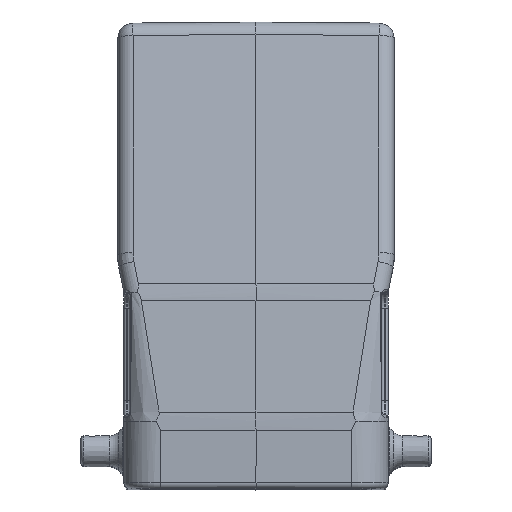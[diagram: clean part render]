
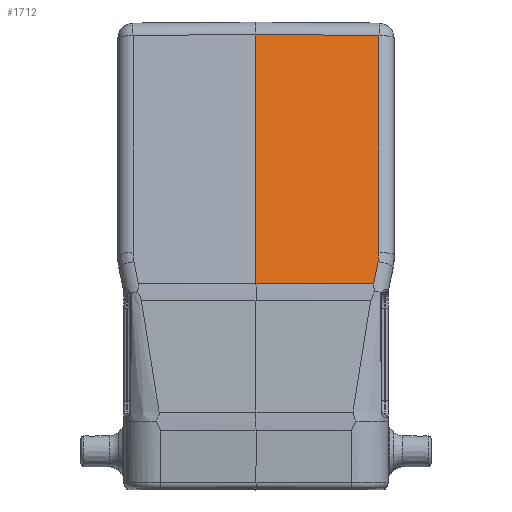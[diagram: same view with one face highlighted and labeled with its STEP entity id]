
A CAD part, top view. The second image highlights one B-rep face of the part: STEP entity #1712.
In plain terms, the highlighted planar face has unit normal (0.009, 0.19, 0.982).
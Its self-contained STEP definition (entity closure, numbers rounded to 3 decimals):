
#1712=ADVANCED_FACE('',(#2626),#2197,.T.);
#2197=PLANE('',#11740);
#2626=FACE_OUTER_BOUND('',#3297,.T.);
#3297=EDGE_LOOP('',(#7001,#7002,#7003,#7004,#7005,#7006));
#4195=LINE('',#19470,#4959);
#4198=LINE('',#19482,#4962);
#4199=LINE('',#19501,#4963);
#4201=LINE('',#19513,#4965);
#4202=LINE('',#19517,#4966);
#4959=VECTOR('',#14006,1.);
#4962=VECTOR('',#14023,1.);
#4963=VECTOR('',#14032,1.);
#4965=VECTOR('',#14036,1.);
#4966=VECTOR('',#14041,1.);
#7001=ORIENTED_EDGE('',*,*,#10337,.T.);
#7002=ORIENTED_EDGE('',*,*,#10336,.T.);
#7003=ORIENTED_EDGE('',*,*,#10333,.F.);
#7004=ORIENTED_EDGE('',*,*,#10327,.T.);
#7005=ORIENTED_EDGE('',*,*,#10342,.F.);
#7006=ORIENTED_EDGE('',*,*,#10340,.T.);
#8986=VERTEX_POINT('',#19467);
#8987=VERTEX_POINT('',#19471);
#8989=VERTEX_POINT('',#19483);
#8990=VERTEX_POINT('',#19487);
#8991=VERTEX_POINT('',#19502);
#8993=VERTEX_POINT('',#19514);
#10327=EDGE_CURVE('',#8987,#8986,#4195,.T.);
#10333=EDGE_CURVE('',#8987,#8989,#4198,.T.);
#10336=EDGE_CURVE('',#8990,#8989,#11026,.T.);
#10337=EDGE_CURVE('',#8991,#8990,#4199,.T.);
#10340=EDGE_CURVE('',#8993,#8991,#4201,.T.);
#10342=EDGE_CURVE('',#8993,#8986,#4202,.T.);
#11026=ELLIPSE('',#11736,7.639,7.5);
#11736=AXIS2_PLACEMENT_3D('',#19488,#14030,#14031);
#11740=AXIS2_PLACEMENT_3D('',#19518,#14042,#14043);
#14006=DIRECTION('',(-1.,0.009,0.007));
#14023=DIRECTION('',(0.,-0.982,0.19));
#14030=DIRECTION('',(0.009,0.19,0.982));
#14031=DIRECTION('',(0.045,0.981,-0.19));
#14032=DIRECTION('',(0.193,0.963,-0.188));
#14036=DIRECTION('',(1.,0.,-0.009));
#14041=DIRECTION('',(0.,0.982,-0.19));
#14042=DIRECTION('',(0.009,0.19,0.982));
#14043=DIRECTION('',(0.,-0.982,0.19));
#19467=CARTESIAN_POINT('',(0.,19.39,49.891));
#19470=CARTESIAN_POINT('',(0.308,19.387,49.889));
#19471=CARTESIAN_POINT('',(20.022,19.215,49.747));
#19482=CARTESIAN_POINT('',(20.022,-22.618,57.828));
#19483=CARTESIAN_POINT('',(20.022,-16.12,56.573));
#19487=CARTESIAN_POINT('',(19.876,-17.591,56.859));
#19488=CARTESIAN_POINT('',(12.522,-16.12,56.64));
#19501=CARTESIAN_POINT('',(19.933,-17.305,56.803));
#19502=CARTESIAN_POINT('',(19.146,-21.241,57.57));
#19513=CARTESIAN_POINT('',(-0.021,-21.241,57.741));
#19514=CARTESIAN_POINT('',(0.,-21.241,57.74));
#19517=CARTESIAN_POINT('',(0.,-21.241,57.74));
#19518=CARTESIAN_POINT('',(0.,-22.585,58.));
